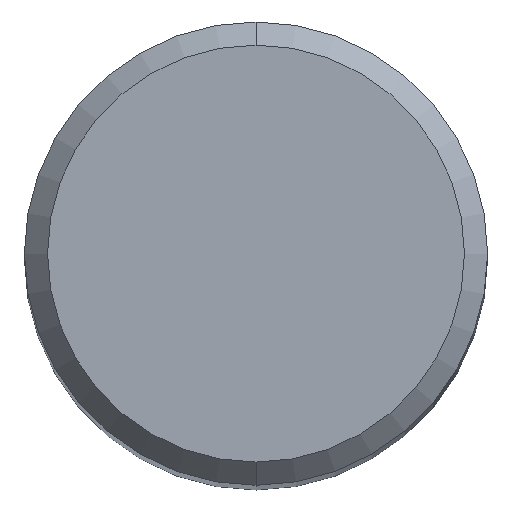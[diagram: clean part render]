
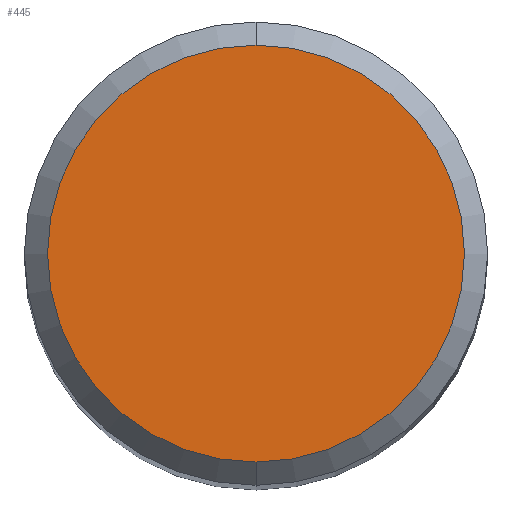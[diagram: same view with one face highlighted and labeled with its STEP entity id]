
A CAD part, top view. The second image highlights one B-rep face of the part: STEP entity #445.
In plain terms, the highlighted planar face has unit normal (0, 0, 1).
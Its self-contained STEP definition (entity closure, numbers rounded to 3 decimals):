
#311=EDGE_CURVE('',#343,#369,#637,.T.);
#329=EDGE_CURVE('',#369,#343,#657,.T.);
#343=VERTEX_POINT('',#672);
#369=VERTEX_POINT('',#699);
#445=ADVANCED_FACE('',(#780),#781,.T.);
#637=CIRCLE('',#1143,3.6);
#657=CIRCLE('',#1197,3.6);
#672=CARTESIAN_POINT('',(0.,-3.6,0.0));
#699=CARTESIAN_POINT('',(0.0,3.6,0.0));
#780=FACE_OUTER_BOUND('',#1429,.T.);
#781=PLANE('',#1430);
#1143=AXIS2_PLACEMENT_3D('',#1660,#1661,#1662);
#1197=AXIS2_PLACEMENT_3D('',#1687,#1688,#1689);
#1429=EDGE_LOOP('',(#1796,#1797));
#1430=AXIS2_PLACEMENT_3D('',#1798,#1799,#1800);
#1660=CARTESIAN_POINT('',(0.0,0.0,0.0));
#1661=DIRECTION('',(0.0,0.0,-1.0));
#1662=DIRECTION('',(0.0,1.0,0.0));
#1687=CARTESIAN_POINT('',(0.0,0.0,0.0));
#1688=DIRECTION('',(0.0,0.0,-1.0));
#1689=DIRECTION('',(0.0,1.0,0.0));
#1796=ORIENTED_EDGE('',*,*,#329,.F.);
#1797=ORIENTED_EDGE('',*,*,#311,.F.);
#1798=CARTESIAN_POINT('',(0.0,1.8,0.0));
#1799=DIRECTION('',(-0.0,0.0,1.0));
#1800=DIRECTION('',(0.0,-1.0,0.0));
